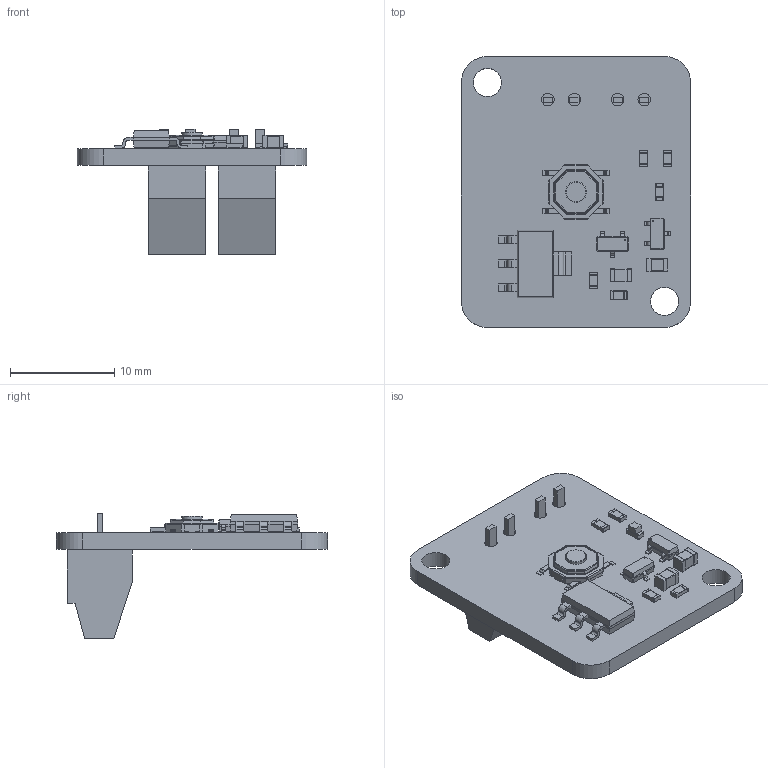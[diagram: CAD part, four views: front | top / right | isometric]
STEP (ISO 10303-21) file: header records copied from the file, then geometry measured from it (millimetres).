
FILE_DESCRIPTION(('KiCad electronic assembly'),'2;1');
FILE_NAME('Tactile Power Switch-SMD.step','2024-09-18T12:57:41',( 'Pcbnew'),('Kicad'),'Open CASCADE STEP processor 7.8', 'KiCad to STEP converter','Unknown');
FILE_SCHEMA(('AUTOMOTIVE_DESIGN { 1 0 10303 214 1 1 1 1 }'));
Length unit declared in the file: millimetre
Products named in the file (16): Tactile Power Switch-SMD 1; C_0805_2012Metric; R_0603_1608Metric; SOT-23-3; LED_0603_1608Metric; SW_SPST_TL3342; SOT-223; SOT_223; TerminalBlock_Phoenix_MPT-0,5-2-2.54_1x02_P2.54mm_Horizontal; TerminalBlock_Phoenix_MPT_05_2_254_1x02_P254mm_Horizontal; Tactile Power Switch_PCB
Assembly tree (21 placements, depth 3):
  Tactile Power Switch-SMD 1
    C_0805_2012Metric  x2
      C_0805_2012Metric
    R_0603_1608Metric  x4
      R_0603_1608Metric
    SOT-23-3  x2
      SOT-23-3
    LED_0603_1608Metric
      LED_0603_1608Metric
    SW_SPST_TL3342
      SW_SPST_TL3342
    SOT-223
      SOT_223
    TerminalBlock_Phoenix_MPT-0,5-2-2.54_1x02_P2.54mm_Horizontal  x2
      TerminalBlock_Phoenix_MPT_05_2_254_1x02_P254mm_Horizontal
    Tactile Power Switch_PCB
Bounding box: 22 x 26 x 12 mm (x, y, z)
Volume: 1384.6 mm3; surface area: 2552.7 mm2
Topology: 14 solids, 15 shells, 797 faces, 2036 edges, 1303 vertices
Faces by surface type: plane 553, cylinder 163, bspline 80, torus 1
Full cylindrical faces by diameter (mm): 1.1 x4, 1.2 x4, 2 x5, 2.2 x4, 2.7 x2
Entity records: 20980 total; most frequent: CARTESIAN_POINT 3941, ORIENTED_EDGE 2792, DIRECTION 2559, EDGE_CURVE 1396, LINE 1055, VECTOR 1055, VERTEX_POINT 894, AXIS2_PLACEMENT_3D 752
